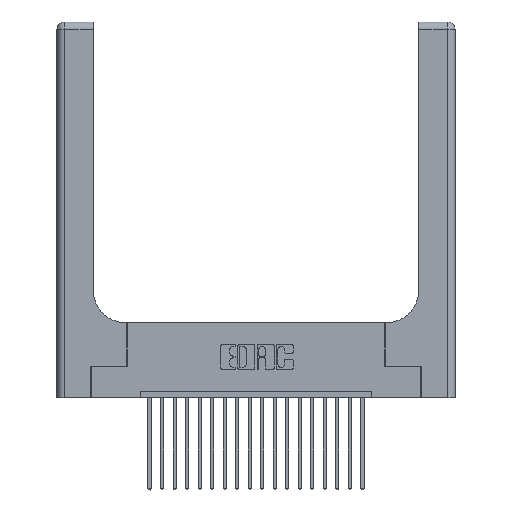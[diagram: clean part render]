
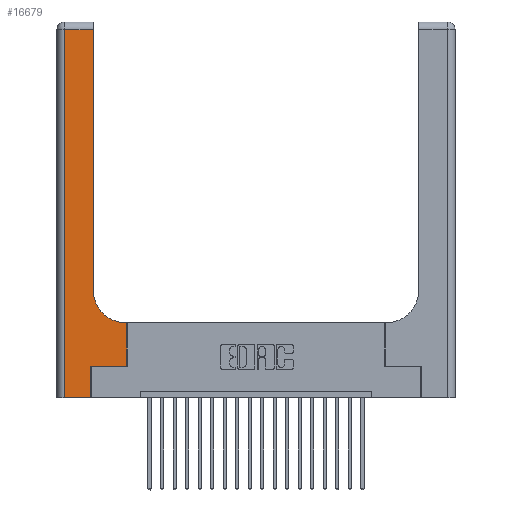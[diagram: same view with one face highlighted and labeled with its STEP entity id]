
A CAD part, top view. The second image highlights one B-rep face of the part: STEP entity #16679.
In plain terms, the highlighted planar face has unit normal (0, 0, 1).
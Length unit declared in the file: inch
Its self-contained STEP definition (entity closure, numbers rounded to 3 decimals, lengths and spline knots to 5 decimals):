
#152 = LINE ( 'NONE', #3458, #9699 ) ;
#287 = VERTEX_POINT ( 'NONE', #20668 ) ;
#515 = VERTEX_POINT ( 'NONE', #14166 ) ;
#532 = VERTEX_POINT ( 'NONE', #15858 ) ;
#889 = VERTEX_POINT ( 'NONE', #11466 ) ;
#1039 = VECTOR ( 'NONE', #11800, 39.37008 ) ;
#1068 = CARTESIAN_POINT ( 'NONE',  ( 0.5415, 0.85, 0.37 ) ) ;
#1239 = VERTEX_POINT ( 'NONE', #16741 ) ;
#1573 = VERTEX_POINT ( 'NONE', #20634 ) ;
#1651 = EDGE_CURVE ( 'NONE', #6153, #515, #152, .T. ) ;
#1793 = LINE ( 'NONE', #19926, #19285 ) ;
#2338 = VECTOR ( 'NONE', #13762, 39.37008 ) ;
#2538 = EDGE_CURVE ( 'NONE', #889, #4733, #1793, .T. ) ;
#2748 = CARTESIAN_POINT ( 'NONE',  ( 0., 0., 0.37 ) ) ;
#2973 = DIRECTION ( 'NONE',  ( 1., 0., 0. ) ) ;
#3097 = EDGE_CURVE ( 'NONE', #1239, #20408, #7850, .T. ) ;
#3458 = CARTESIAN_POINT ( 'NONE',  ( 0.06, 3., 0.37 ) ) ;
#3483 = EDGE_LOOP ( 'NONE', ( #6763, #3778, #6592, #6302, #15412, #20139, #7141, #15590, #7344 ) ) ;
#3674 = CARTESIAN_POINT ( 'NONE',  ( 0.2915, 0.6, 0.37 ) ) ;
#3778 = ORIENTED_EDGE ( 'NONE', *, *, #15388, .T. ) ;
#4253 = EDGE_CURVE ( 'NONE', #515, #532, #8613, .T. ) ;
#4429 = PLANE ( 'NONE',  #13822 ) ;
#4476 = DIRECTION ( 'NONE',  ( 1., 0., 0. ) ) ;
#4733 = VERTEX_POINT ( 'NONE', #15608 ) ;
#5135 = CARTESIAN_POINT ( 'NONE',  ( 0.269, 0., 0.37 ) ) ;
#5465 = EDGE_CURVE ( 'NONE', #1573, #1239, #13094, .T. ) ;
#5868 = DIRECTION ( 'NONE',  ( 0., 1., 0. ) ) ;
#6153 = VERTEX_POINT ( 'NONE', #7318 ) ;
#6302 = ORIENTED_EDGE ( 'NONE', *, *, #4253, .T. ) ;
#6592 = ORIENTED_EDGE ( 'NONE', *, *, #1651, .T. ) ;
#6763 = ORIENTED_EDGE ( 'NONE', *, *, #2538, .T. ) ;
#7060 = CARTESIAN_POINT ( 'NONE',  ( 0.5415, 0.6, 0.37 ) ) ;
#7141 = ORIENTED_EDGE ( 'NONE', *, *, #5465, .T. ) ;
#7318 = CARTESIAN_POINT ( 'NONE',  ( 0.06, 2.94, 0.37 ) ) ;
#7344 = ORIENTED_EDGE ( 'NONE', *, *, #13740, .T. ) ;
#7747 = FACE_OUTER_BOUND ( 'NONE', #3483, .T. ) ;
#7850 = LINE ( 'NONE', #3674, #2338 ) ;
#8489 = VECTOR ( 'NONE', #2973, 39.37008 ) ;
#8613 = LINE ( 'NONE', #2748, #20831 ) ;
#9699 = VECTOR ( 'NONE', #17010, 39.37008 ) ;
#11240 = DIRECTION ( 'NONE',  ( 0., 0., -1. ) ) ;
#11466 = CARTESIAN_POINT ( 'NONE',  ( 0.2915, 0.85, 0.37 ) ) ;
#11547 = CARTESIAN_POINT ( 'NONE',  ( 0.269, 0.25, 0.37 ) ) ;
#11800 = DIRECTION ( 'NONE',  ( -1., 0., 0. ) ) ;
#11942 = LINE ( 'NONE', #11547, #8489 ) ;
#12053 = AXIS2_PLACEMENT_3D ( 'NONE', #1068, #14632, #4476 ) ;
#13094 = LINE ( 'NONE', #20617, #15979 ) ;
#13132 = EDGE_CURVE ( 'NONE', #287, #1573, #11942, .T. ) ;
#13186 = DIRECTION ( 'NONE',  ( 0., 1., 0. ) ) ;
#13704 = EDGE_CURVE ( 'NONE', #532, #287, #15647, .T. ) ;
#13740 = EDGE_CURVE ( 'NONE', #20408, #889, #19093, .T. ) ;
#13762 = DIRECTION ( 'NONE',  ( -1., 0., 0. ) ) ;
#13822 = AXIS2_PLACEMENT_3D ( 'NONE', #16199, #11240, #14811 ) ;
#14166 = CARTESIAN_POINT ( 'NONE',  ( 0.06, 0., 0.37 ) ) ;
#14632 = DIRECTION ( 'NONE',  ( 0., 0., -1. ) ) ;
#14811 = DIRECTION ( 'NONE',  ( -1., 0., 0. ) ) ;
#15093 = LINE ( 'NONE', #20418, #1039 ) ;
#15388 = EDGE_CURVE ( 'NONE', #4733, #6153, #15093, .T. ) ;
#15412 = ORIENTED_EDGE ( 'NONE', *, *, #13704, .T. ) ;
#15590 = ORIENTED_EDGE ( 'NONE', *, *, #3097, .T. ) ;
#15608 = CARTESIAN_POINT ( 'NONE',  ( 0.2915, 2.94, 0.37 ) ) ;
#15647 = LINE ( 'NONE', #5135, #17512 ) ;
#15858 = CARTESIAN_POINT ( 'NONE',  ( 0.269, 0., 0.37 ) ) ;
#15979 = VECTOR ( 'NONE', #16065, 39.37008 ) ;
#16065 = DIRECTION ( 'NONE',  ( 0., 1., 0. ) ) ;
#16199 = CARTESIAN_POINT ( 'NONE',  ( 0., 3., 0.37 ) ) ;
#16679 = ADVANCED_FACE ( 'NONE', ( #7747 ), #4429, .F. ) ;
#16741 = CARTESIAN_POINT ( 'NONE',  ( 0.5585, 0.6, 0.37 ) ) ;
#17010 = DIRECTION ( 'NONE',  ( 0., -1., 0. ) ) ;
#17512 = VECTOR ( 'NONE', #5868, 39.37008 ) ;
#19093 = CIRCLE ( 'NONE', #12053, 0.25 ) ;
#19285 = VECTOR ( 'NONE', #13186, 39.37008 ) ;
#19926 = CARTESIAN_POINT ( 'NONE',  ( 0.2915, 3., 0.37 ) ) ;
#20139 = ORIENTED_EDGE ( 'NONE', *, *, #13132, .T. ) ;
#20408 = VERTEX_POINT ( 'NONE', #7060 ) ;
#20418 = CARTESIAN_POINT ( 'NONE',  ( 0., 2.94, 0.37 ) ) ;
#20617 = CARTESIAN_POINT ( 'NONE',  ( 0.5585, 0.25, 0.37 ) ) ;
#20634 = CARTESIAN_POINT ( 'NONE',  ( 0.5585, 0.25, 0.37 ) ) ;
#20668 = CARTESIAN_POINT ( 'NONE',  ( 0.269, 0.25, 0.37 ) ) ;
#20831 = VECTOR ( 'NONE', #21360, 39.37008 ) ;
#21360 = DIRECTION ( 'NONE',  ( 1., 0., 0. ) ) ;
